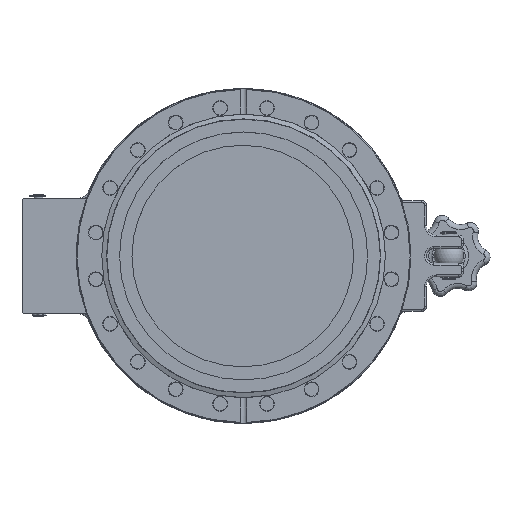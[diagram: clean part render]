
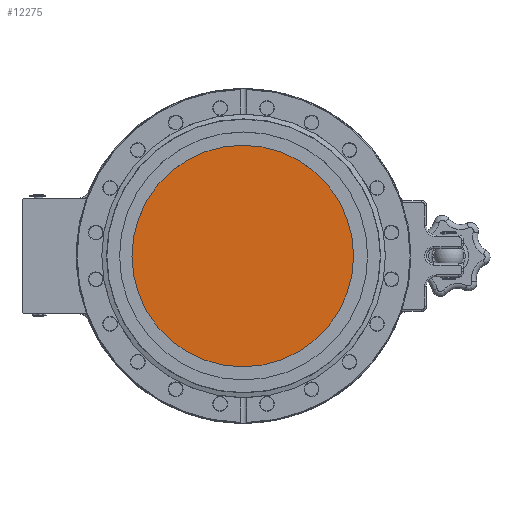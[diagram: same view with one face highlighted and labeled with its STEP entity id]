
A CAD part, top view. The second image highlights one B-rep face of the part: STEP entity #12275.
In plain terms, the highlighted planar face has unit normal (0, 0, 1).
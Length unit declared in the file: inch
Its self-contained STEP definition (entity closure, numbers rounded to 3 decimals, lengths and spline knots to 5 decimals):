
#1499=FACE_OUTER_BOUND('',#2350,.T.);
#2350=EDGE_LOOP('',(#10357));
#3272=CIRCLE('',#13680,2.6378);
#5722=VERTEX_POINT('',#23910);
#7337=EDGE_CURVE('',#5722,#5722,#3272,.T.);
#10357=ORIENTED_EDGE('',*,*,#7337,.F.);
#11630=PLANE('',#13719);
#12275=ADVANCED_FACE('',(#1499),#11630,.F.);
#13680=AXIS2_PLACEMENT_3D('',#23912,#16926,#16927);
#13719=AXIS2_PLACEMENT_3D('',#23956,#17006,#17007);
#16926=DIRECTION('center_axis',(0.,0.,
-1.));
#16927=DIRECTION('ref_axis',(1.,0.,0.));
#17006=DIRECTION('center_axis',(0.,0.,
-1.));
#17007=DIRECTION('ref_axis',(0.262,-0.965,0.));
#23910=CARTESIAN_POINT('',(-0.01969,-2.6378,-1.03055));
#23912=CARTESIAN_POINT('Origin',(-0.01969,0.,
-1.03055));
#23956=CARTESIAN_POINT('Origin',(-0.01969,0.,
-1.03055));
